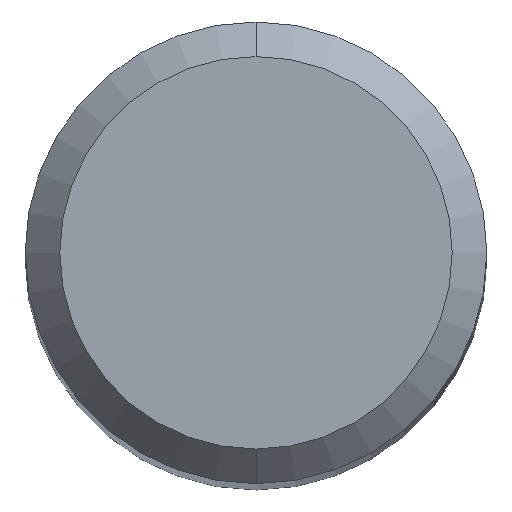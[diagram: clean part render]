
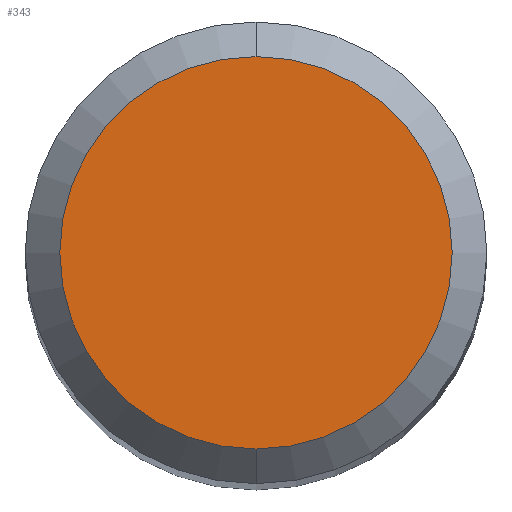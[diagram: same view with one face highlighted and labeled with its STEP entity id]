
A CAD part, top view. The second image highlights one B-rep face of the part: STEP entity #343.
In plain terms, the highlighted planar face has unit normal (0, 0, 1).
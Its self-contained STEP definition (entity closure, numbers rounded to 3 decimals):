
#169=VERTEX_POINT('',#455);
#177=VERTEX_POINT('',#463);
#193=EDGE_CURVE('',#177,#169,#480,.T.);
#315=EDGE_CURVE('',#169,#177,#617,.T.);
#343=ADVANCED_FACE('',(#645),#646,.T.);
#455=CARTESIAN_POINT('',(0.0,1.7,0.0));
#463=CARTESIAN_POINT('',(0.,-1.7,0.0));
#480=CIRCLE('',#803,1.7);
#617=CIRCLE('',#1093,1.7);
#645=FACE_OUTER_BOUND('',#1145,.T.);
#646=PLANE('',#1146);
#803=AXIS2_PLACEMENT_3D('',#1392,#1393,#1394);
#1093=AXIS2_PLACEMENT_3D('',#1551,#1552,#1553);
#1145=EDGE_LOOP('',(#1567,#1568));
#1146=AXIS2_PLACEMENT_3D('',#1569,#1570,#1571);
#1392=CARTESIAN_POINT('',(0.0,0.0,0.0));
#1393=DIRECTION('',(0.0,0.0,-1.0));
#1394=DIRECTION('',(0.0,1.0,0.0));
#1551=CARTESIAN_POINT('',(0.0,0.0,0.0));
#1552=DIRECTION('',(0.0,0.0,-1.0));
#1553=DIRECTION('',(0.0,1.0,0.0));
#1567=ORIENTED_EDGE('',*,*,#315,.F.);
#1568=ORIENTED_EDGE('',*,*,#193,.F.);
#1569=CARTESIAN_POINT('',(0.0,0.85,0.0));
#1570=DIRECTION('',(-0.0,0.0,1.0));
#1571=DIRECTION('',(0.0,-1.0,0.0));
